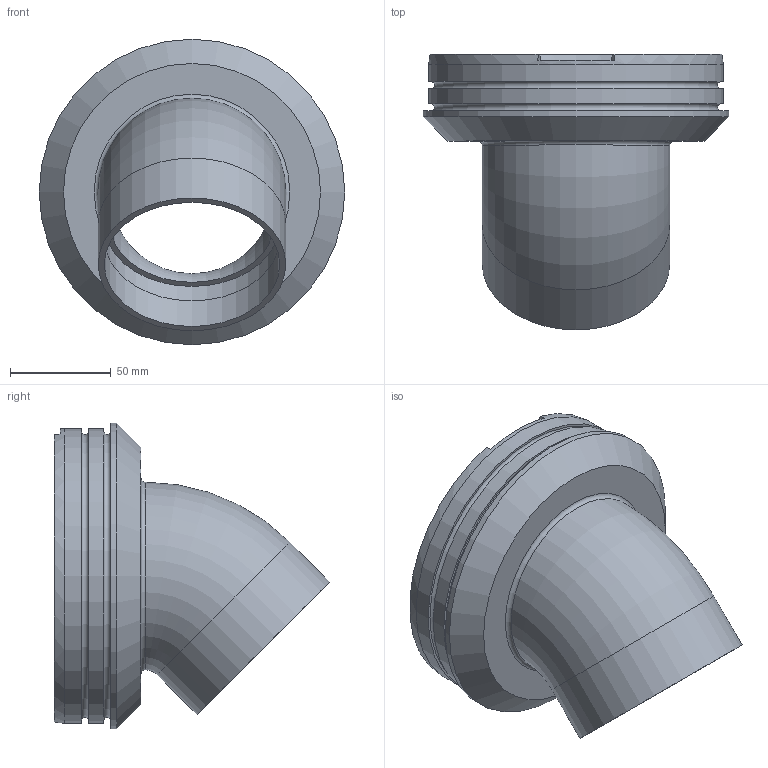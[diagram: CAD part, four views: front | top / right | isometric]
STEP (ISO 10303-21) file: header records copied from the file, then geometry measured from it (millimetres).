
FILE_DESCRIPTION(/* description */ ('','CAx-IF Rec.Pracs.---Representation and Presentation of Product Manufacturing Information (PMI)---4.0---2014-10-13'),/* implementation_level */ '2;1');
FILE_NAME(/* name */ 'MK2_inlet-45-degrees.stp',/* time_stamp */ '2025-11-26T11:21:44+01:00',/* author */ ('admin'),/* organization */ (''),/* preprocessor_version */ 'ST-DEVELOPER v18.1',/* originating_system */ 'Autodesk Inventor 2021',/* authorisation */ '');
FILE_SCHEMA (('AP242_MANAGED_MODEL_BASED_3D_ENGINEERING_MIM_LF { 1 0 10303 442 1 1 4 }'));
Length unit declared in the file: millimetre
Products named in the file (1): MK2_inlet-45-degrees
Bounding box: 151.42 x 136.57 x 151.42 mm (x, y, z)
Volume: 385607 mm3; surface area: 93790.6 mm2
Topology: 1 solids, 1 shells, 27 faces, 55 edges, 35 vertices
Faces by surface type: plane 11, torus 6, cylinder 6, cone 4
Full cylindrical faces by diameter (mm): 81 x1, 87 x1, 93 x1, 146.2 x2, 151.422 x1
Entity records: 771 total; most frequent: DIRECTION 148, CARTESIAN_POINT 118, ORIENTED_EDGE 110, AXIS2_PLACEMENT_3D 65, EDGE_CURVE 55, CIRCLE 37, VERTEX_POINT 35, EDGE_LOOP 34
